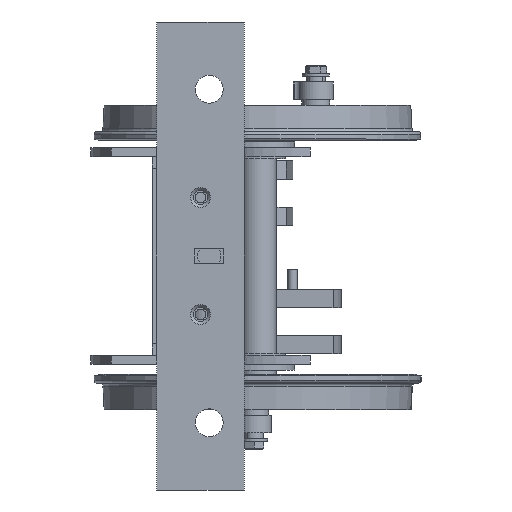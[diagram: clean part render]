
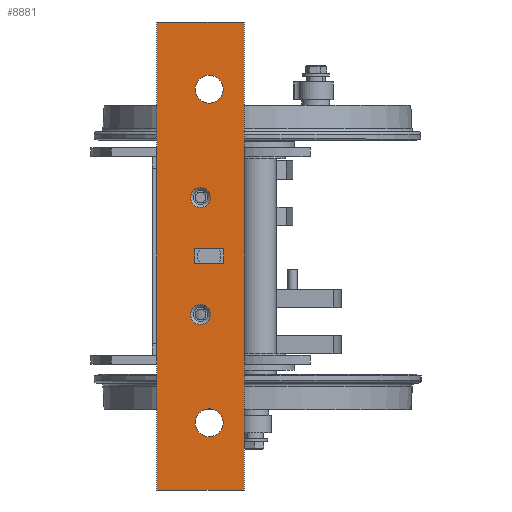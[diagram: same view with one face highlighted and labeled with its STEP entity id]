
A CAD part, left-side view. The second image highlights one B-rep face of the part: STEP entity #8881.
In plain terms, the highlighted face is planar.
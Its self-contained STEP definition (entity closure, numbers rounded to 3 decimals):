
#584=LINE('',#15736,#1075);
#585=LINE('',#15739,#1076);
#586=LINE('',#15741,#1077);
#587=LINE('',#15743,#1078);
#588=LINE('',#15744,#1079);
#589=LINE('',#15747,#1080);
#590=LINE('',#15749,#1081);
#591=LINE('',#15751,#1082);
#1075=VECTOR('',#12535,1000.);
#1076=VECTOR('',#12536,1000.);
#1077=VECTOR('',#12537,1000.);
#1078=VECTOR('',#12538,1000.);
#1079=VECTOR('',#12539,1000.);
#1080=VECTOR('',#12540,1000.);
#1081=VECTOR('',#12541,1000.);
#1082=VECTOR('',#12542,1000.);
#3474=ORIENTED_EDGE('',*,*,#4988,.T.);
#3475=ORIENTED_EDGE('',*,*,#4989,.T.);
#3476=ORIENTED_EDGE('',*,*,#4990,.F.);
#3477=ORIENTED_EDGE('',*,*,#4991,.T.);
#3478=ORIENTED_EDGE('',*,*,#4992,.T.);
#3479=ORIENTED_EDGE('',*,*,#4993,.T.);
#3480=ORIENTED_EDGE('',*,*,#4994,.T.);
#3481=ORIENTED_EDGE('',*,*,#4995,.F.);
#3482=ORIENTED_EDGE('',*,*,#4996,.F.);
#3483=ORIENTED_EDGE('',*,*,#4997,.F.);
#3484=ORIENTED_EDGE('',*,*,#4998,.F.);
#3485=ORIENTED_EDGE('',*,*,#4999,.F.);
#4988=EDGE_CURVE('',#5882,#5882,#6590,.F.);
#4989=EDGE_CURVE('',#5883,#5883,#6591,.F.);
#4990=EDGE_CURVE('',#5884,#5884,#6592,.T.);
#4991=EDGE_CURVE('',#5885,#5886,#584,.T.);
#4992=EDGE_CURVE('',#5886,#5887,#585,.T.);
#4993=EDGE_CURVE('',#5887,#5888,#586,.T.);
#4994=EDGE_CURVE('',#5888,#5885,#587,.T.);
#4995=EDGE_CURVE('',#5889,#5890,#588,.T.);
#4996=EDGE_CURVE('',#5891,#5889,#589,.T.);
#4997=EDGE_CURVE('',#5892,#5891,#590,.T.);
#4998=EDGE_CURVE('',#5890,#5892,#591,.T.);
#4999=EDGE_CURVE('',#5893,#5893,#6593,.T.);
#5882=VERTEX_POINT('',#15731);
#5883=VERTEX_POINT('',#15733);
#5884=VERTEX_POINT('',#15735);
#5885=VERTEX_POINT('',#15737);
#5886=VERTEX_POINT('',#15738);
#5887=VERTEX_POINT('',#15740);
#5888=VERTEX_POINT('',#15742);
#5889=VERTEX_POINT('',#15745);
#5890=VERTEX_POINT('',#15746);
#5891=VERTEX_POINT('',#15748);
#5892=VERTEX_POINT('',#15750);
#5893=VERTEX_POINT('',#15753);
#6590=CIRCLE('',#10136,1.7);
#6591=CIRCLE('',#10137,1.7);
#6592=CIRCLE('',#10138,2.381);
#6593=CIRCLE('',#10139,2.381);
#7208=EDGE_LOOP('',(#3474));
#7209=EDGE_LOOP('',(#3475));
#7210=EDGE_LOOP('',(#3476));
#7211=EDGE_LOOP('',(#3477,#3478,#3479,#3480));
#7212=EDGE_LOOP('',(#3481,#3482,#3483,#3484));
#7213=EDGE_LOOP('',(#3485));
#7996=FACE_BOUND('',#7208,.T.);
#7997=FACE_BOUND('',#7209,.T.);
#7998=FACE_BOUND('',#7210,.T.);
#7999=FACE_BOUND('',#7211,.T.);
#8000=FACE_BOUND('',#7212,.T.);
#8001=FACE_BOUND('',#7213,.T.);
#8452=PLANE('',#10135);
#8881=ADVANCED_FACE('',(#7996,#7997,#7998,#7999,#8000,#8001),#8452,.T.);
#10135=AXIS2_PLACEMENT_3D('',#15729,#12527,#12528);
#10136=AXIS2_PLACEMENT_3D('',#15730,#12529,#12530);
#10137=AXIS2_PLACEMENT_3D('',#15732,#12531,#12532);
#10138=AXIS2_PLACEMENT_3D('',#15734,#12533,#12534);
#10139=AXIS2_PLACEMENT_3D('',#15752,#12543,#12544);
#12527=DIRECTION('',(0.,0.,1.));
#12528=DIRECTION('',(1.,0.,0.));
#12529=DIRECTION('',(0.,0.,1.));
#12530=DIRECTION('',(1.,0.,0.));
#12531=DIRECTION('',(0.,0.,1.));
#12532=DIRECTION('',(1.,0.,0.));
#12533=DIRECTION('',(0.,0.,1.));
#12534=DIRECTION('',(1.,0.,0.));
#12535=DIRECTION('',(0.,1.,0.));
#12536=DIRECTION('',(-1.,0.,0.));
#12537=DIRECTION('',(0.,-1.,0.));
#12538=DIRECTION('',(1.,0.,0.));
#12539=DIRECTION('',(-1.,0.,0.));
#12540=DIRECTION('',(0.,1.,0.));
#12541=DIRECTION('',(1.,0.,0.));
#12542=DIRECTION('',(0.,-1.,0.));
#12543=DIRECTION('',(0.,0.,1.));
#12544=DIRECTION('',(1.,0.,0.));
#15729=CARTESIAN_POINT('',(40.,-7.5,1.5));
#15730=CARTESIAN_POINT('',(10.,0.,1.5));
#15731=CARTESIAN_POINT('',(11.7,0.,1.5));
#15732=CARTESIAN_POINT('',(-10.,0.,1.5));
#15733=CARTESIAN_POINT('',(-8.3,0.,1.5));
#15734=CARTESIAN_POINT('',(-28.5,-1.5,1.5));
#15735=CARTESIAN_POINT('',(-26.119,-1.5,1.5));
#15736=CARTESIAN_POINT('',(40.,7.5,1.5));
#15737=CARTESIAN_POINT('',(40.,-7.5,1.5));
#15738=CARTESIAN_POINT('',(40.,7.5,1.5));
#15739=CARTESIAN_POINT('',(-40.,7.5,1.5));
#15740=CARTESIAN_POINT('',(-40.,7.5,1.5));
#15741=CARTESIAN_POINT('',(-40.,7.5,1.5));
#15742=CARTESIAN_POINT('',(-40.,-7.5,1.5));
#15743=CARTESIAN_POINT('',(-40.,-7.5,1.5));
#15744=CARTESIAN_POINT('',(-1.25,1.,1.5));
#15745=CARTESIAN_POINT('',(1.25,1.,1.5));
#15746=CARTESIAN_POINT('',(-1.25,1.,1.5));
#15747=CARTESIAN_POINT('',(1.25,1.,1.5));
#15748=CARTESIAN_POINT('',(1.25,-4.,1.5));
#15749=CARTESIAN_POINT('',(-1.25,-4.,1.5));
#15750=CARTESIAN_POINT('',(-1.25,-4.,1.5));
#15751=CARTESIAN_POINT('',(-1.25,1.,1.5));
#15752=CARTESIAN_POINT('',(28.5,-1.5,1.5));
#15753=CARTESIAN_POINT('',(30.881,-1.5,1.5));
